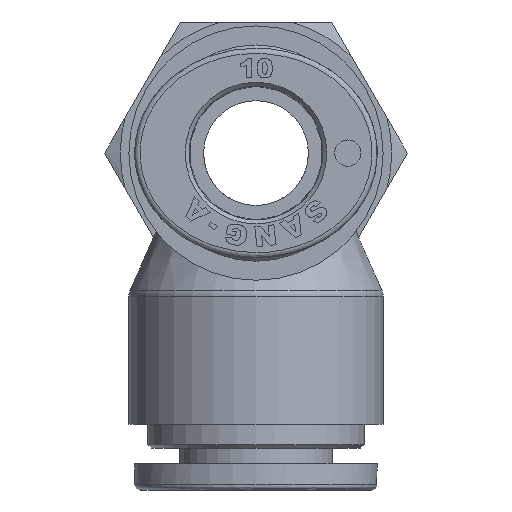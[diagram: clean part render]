
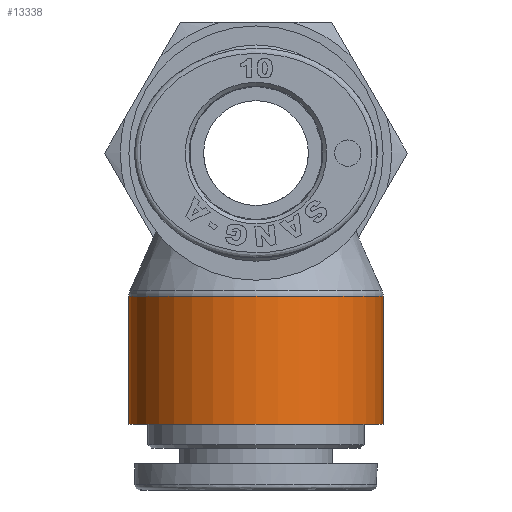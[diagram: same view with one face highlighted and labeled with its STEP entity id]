
A CAD part, left-side view. The second image highlights one B-rep face of the part: STEP entity #13338.
In plain terms, the highlighted cylindrical face has radius 9.7 mm (diameter 19.4 mm), a full revolution.
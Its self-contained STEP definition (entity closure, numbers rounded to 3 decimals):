
#13242=CARTESIAN_POINT('',(0.,9.7,-10.91));
#13243=VERTEX_POINT('',#13242);
#13244=CARTESIAN_POINT('',(0.,0.,-10.91));
#13245=DIRECTION('',(0.0,0.0,1.0));
#13246=DIRECTION('',(0.0,-1.0,0.0));
#13247=AXIS2_PLACEMENT_3D('',#13244,#13245,#13246);
#13248=CIRCLE('',#13247,9.7);
#13249=EDGE_CURVE('',#13243,#13243,#13248,.T.);
#13319=CARTESIAN_POINT('',(0.,0.,-15.7));
#13320=DIRECTION('',(0.,0.,-1.0));
#13321=DIRECTION('',(0.0,1.0,0.0));
#13322=AXIS2_PLACEMENT_3D('',#13319,#13320,#13321);
#13323=CYLINDRICAL_SURFACE('',#13322,9.7);
#13324=CARTESIAN_POINT('',(0.,9.7,-20.7));
#13325=VERTEX_POINT('',#13324);
#13326=CARTESIAN_POINT('',(0.,0.,-20.7));
#13327=DIRECTION('',(0.0,0.0,-1.0));
#13328=DIRECTION('',(0.0,1.0,0.0));
#13329=AXIS2_PLACEMENT_3D('',#13326,#13327,#13328);
#13330=CIRCLE('',#13329,9.7);
#13331=EDGE_CURVE('',#13325,#13325,#13330,.T.);
#13332=ORIENTED_EDGE('',*,*,#13331,.F.);
#13333=EDGE_LOOP('',(#13332));
#13334=FACE_OUTER_BOUND('',#13333,.T.);
#13335=ORIENTED_EDGE('',*,*,#13249,.F.);
#13336=EDGE_LOOP('',(#13335));
#13337=FACE_BOUND('',#13336,.T.);
#13338=ADVANCED_FACE('',(#13334,#13337),#13323,.T.);
